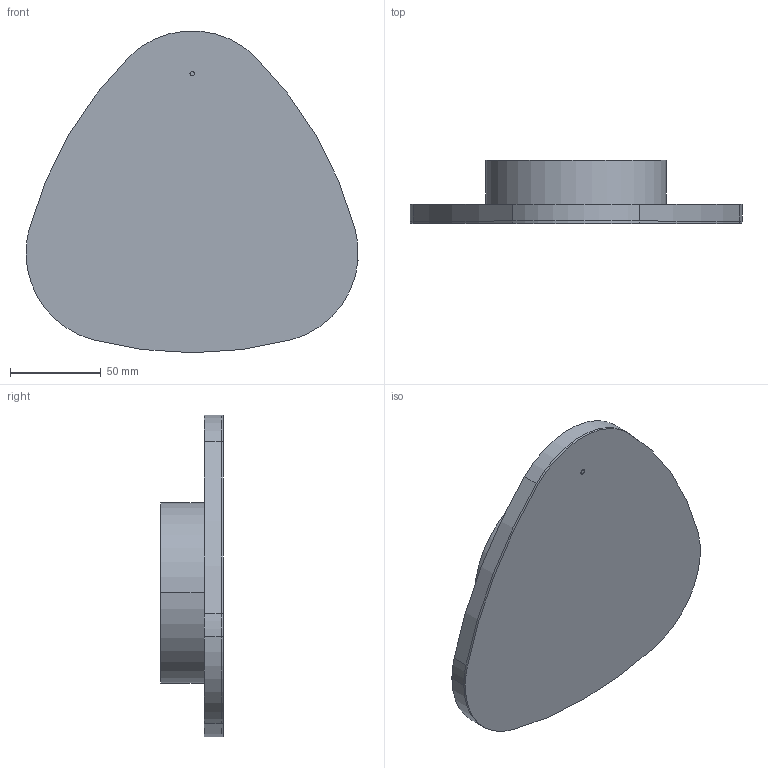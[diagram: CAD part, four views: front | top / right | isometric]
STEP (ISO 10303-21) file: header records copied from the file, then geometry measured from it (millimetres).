
FILE_DESCRIPTION (( 'STEP AP203' ), '1' );
FILE_NAME ('4901-5W-B-大三角形.STEP', '2022-12-21T07:24:51', ( 'User' ), ( 'China' ), 'SwSTEP 2.0', 'SolidWorks 2018', '' );
FILE_SCHEMA (( 'CONFIG_CONTROL_DESIGN' ));
Length unit declared in the file: millimetre
Products named in the file (15): 4901腑极; LR-4MM揤盄啣; 软灯带; 三角亚克力(大); 三角形（大）面板装配体; 棠沺-D19.4XD5.5XT3.5; 4901-5W-B-大三角形; 三角形大号装配体; 坋趼埴芛儂佪-M3X4; 4901菁啣; 麥芛儂佪-M4X4; 三角面板(大); 俋鞠褒路燭翐M3X5+3; 麥芛囀鞠褒儂佪-M3X6; 腑极蚾饜极-1
Assembly tree (22 placements, depth 4):
  4901-5W-B-大三角形
    腑极蚾饜极-1
      4901腑极
      4901菁啣
      麥芛儂佪-M4X4  x3
      软灯带
      LR-4MM揤盄啣
      棠沺-D19.4XD5.5XT3.5  x3
      坋趼埴芛儂佪-M3X4  x3
    三角形（大）面板装配体
      三角形大号装配体
        三角面板(大)
        俋鞠褒路燭翐M3X5+3
      三角亚克力(大)
      麥芛囀鞠褒儂佪-M3X6  x3
Bounding box: 183.16 x 34.7 x 177.41 mm (x, y, z)
Volume: 263392.4 mm3; surface area: 143987.8 mm2
Topology: 19 solids, 19 shells, 683 faces, 1633 edges, 1058 vertices
Faces by surface type: plane 354, cylinder 228, cone 49, torus 28, bspline 24
Entity records: 19112 total; most frequent: CARTESIAN_POINT 5864, DIRECTION 2486, ORIENTED_EDGE 2278, EDGE_CURVE 1139, AXIS2_PLACEMENT_3D 931, VERTEX_POINT 746, VECTOR 624, LINE 624
